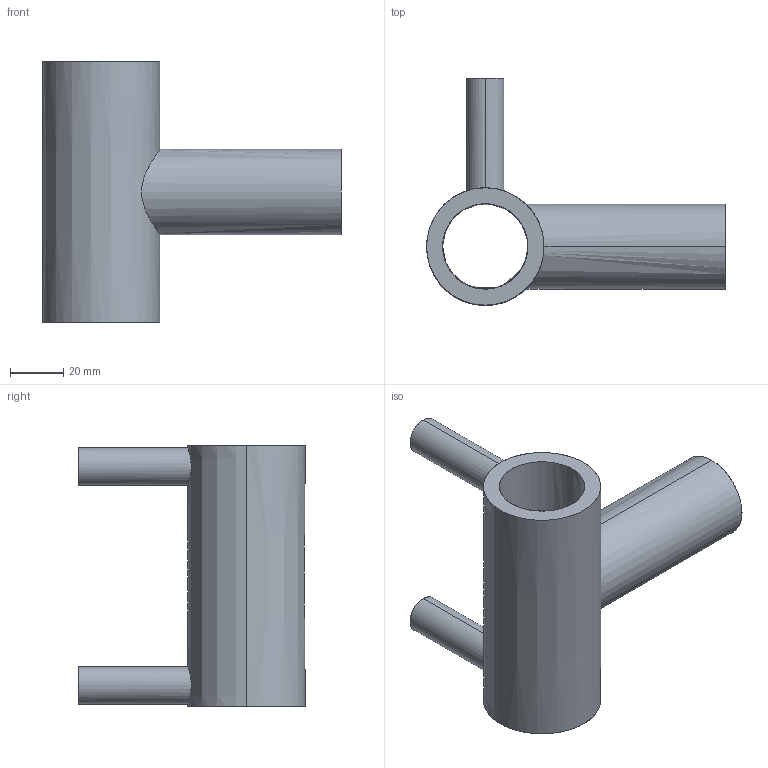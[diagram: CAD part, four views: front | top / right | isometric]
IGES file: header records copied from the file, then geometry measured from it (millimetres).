
Start section: SolidWorks IGES file using analytic representation for surfaces
Global section: file name: Ef Equal Tee 90° SDR11_101 117 2041 0032.igs; native system: SolidWorks 2021; preprocessor: SolidWorks 2021; author: b.kav; date: 220609.150258; units: millimetre
Bounding box: 112 x 85 x 98 mm (x, y, z)
Surface area: 43353.3 mm2 (no closed solid volume)
Topology: 0 solids, 0 shells, 23 faces, 1032 edges, 1032 vertices
Faces by surface type: revolution 18, bspline 5
